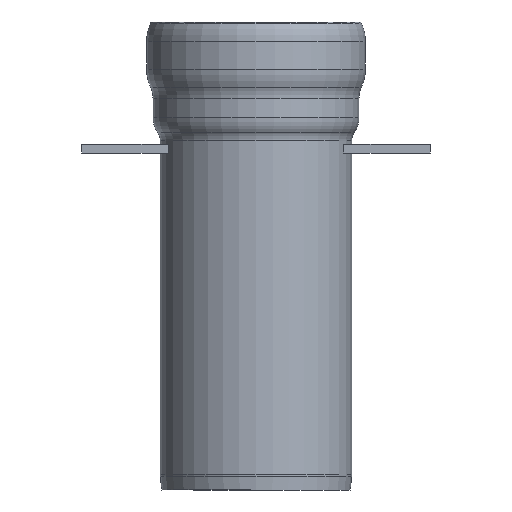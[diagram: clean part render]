
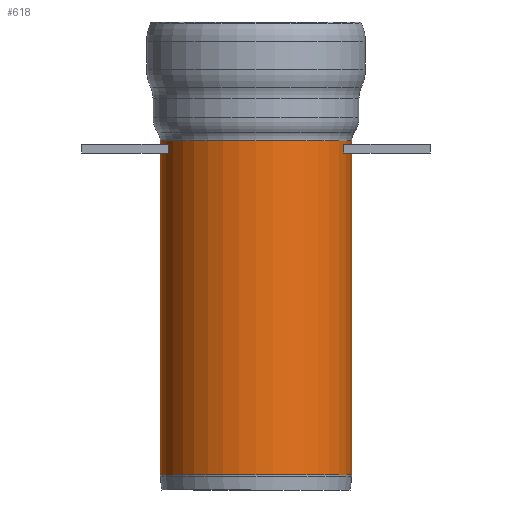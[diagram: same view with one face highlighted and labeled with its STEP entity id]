
A CAD part, front view. The second image highlights one B-rep face of the part: STEP entity #618.
In plain terms, the highlighted cylindrical face has radius 665 mm (diameter 1330 mm), a full revolution.
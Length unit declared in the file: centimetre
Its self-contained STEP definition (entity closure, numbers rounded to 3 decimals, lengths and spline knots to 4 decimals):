
#46=CYLINDRICAL_SURFACE('',#667,66.5);
#54=LINE('',#993,#87);
#87=VECTOR('',#775,66.5);
#127=FACE_OUTER_BOUND('',#165,.T.);
#165=EDGE_LOOP('',(#427,#428,#429,#430,#431,#432));
#205=CIRCLE('',#660,66.5);
#206=CIRCLE('',#661,66.5);
#211=CIRCLE('',#668,66.5);
#212=CIRCLE('',#669,66.5);
#262=VERTEX_POINT('',#978);
#263=VERTEX_POINT('',#979);
#267=VERTEX_POINT('',#992);
#268=VERTEX_POINT('',#994);
#322=EDGE_CURVE('',#262,#263,#205,.T.);
#323=EDGE_CURVE('',#263,#262,#206,.T.);
#329=EDGE_CURVE('',#263,#267,#54,.T.);
#330=EDGE_CURVE('',#267,#268,#211,.T.);
#331=EDGE_CURVE('',#268,#267,#212,.T.);
#427=ORIENTED_EDGE('',*,*,#322,.F.);
#428=ORIENTED_EDGE('',*,*,#323,.F.);
#429=ORIENTED_EDGE('',*,*,#329,.T.);
#430=ORIENTED_EDGE('',*,*,#330,.T.);
#431=ORIENTED_EDGE('',*,*,#331,.T.);
#432=ORIENTED_EDGE('',*,*,#329,.F.);
#618=ADVANCED_FACE('',(#127),#46,.T.);
#660=AXIS2_PLACEMENT_3D('',#980,#758,#759);
#661=AXIS2_PLACEMENT_3D('',#981,#760,#761);
#667=AXIS2_PLACEMENT_3D('',#991,#773,#774);
#668=AXIS2_PLACEMENT_3D('',#995,#776,#777);
#669=AXIS2_PLACEMENT_3D('',#996,#778,#779);
#758=DIRECTION('center_axis',(0.,0.,
-1.));
#759=DIRECTION('ref_axis',(-1.,0.,0.));
#760=DIRECTION('center_axis',(0.,0.,
-1.));
#761=DIRECTION('ref_axis',(-1.,0.,0.));
#773=DIRECTION('center_axis',(0.,0.,
-1.));
#774=DIRECTION('ref_axis',(1.,0.,0.));
#775=DIRECTION('',(0.,0.,1.));
#776=DIRECTION('center_axis',(0.,0.,
-1.));
#777=DIRECTION('ref_axis',(1.,0.,0.));
#778=DIRECTION('center_axis',(0.,0.,
-1.));
#779=DIRECTION('ref_axis',(1.,0.,0.));
#978=CARTESIAN_POINT('',(22.1258,120.6069,92.3168));
#979=CARTESIAN_POINT('',(-44.3742,54.1069,92.3168));
#980=CARTESIAN_POINT('Origin',(22.1258,54.1069,92.3168));
#981=CARTESIAN_POINT('Origin',(22.1258,54.1069,92.3168));
#991=CARTESIAN_POINT('Origin',(22.1258,54.1069,20.1585));
#992=CARTESIAN_POINT('',(-44.3742,54.1069,324.1933));
#993=CARTESIAN_POINT('',(-44.3742,54.1069,20.1585));
#994=CARTESIAN_POINT('',(22.1258,-12.3931,324.1933));
#995=CARTESIAN_POINT('Origin',(22.1258,54.1069,324.1933));
#996=CARTESIAN_POINT('Origin',(22.1258,54.1069,324.1933));
